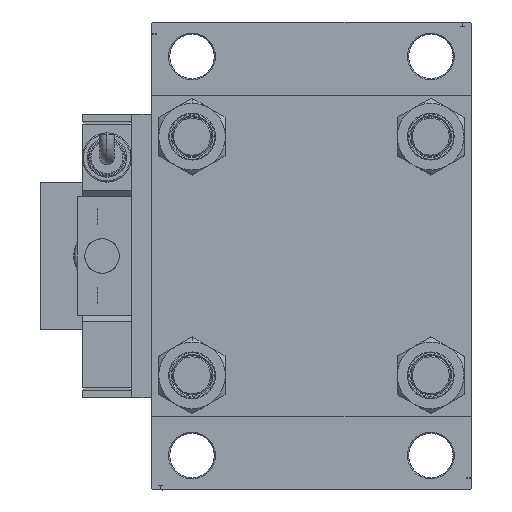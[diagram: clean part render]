
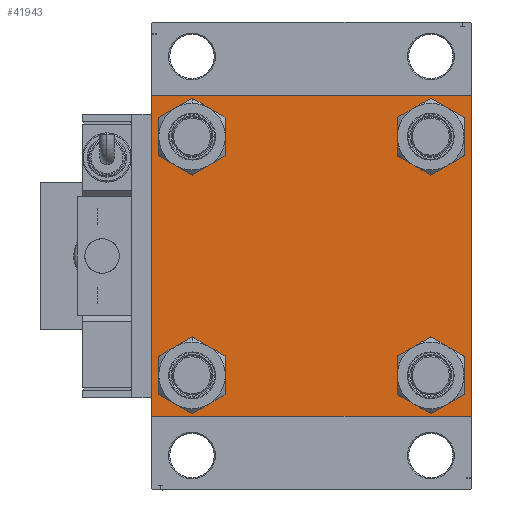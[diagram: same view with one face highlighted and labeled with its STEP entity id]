
A CAD part, left-side view. The second image highlights one B-rep face of the part: STEP entity #41943.
In plain terms, the highlighted planar face has unit normal (-1, 0, 0).
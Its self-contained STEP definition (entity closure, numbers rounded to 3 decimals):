
#317 = DIRECTION ( 'NONE',  ( 0., -1., 0. ) ) ;
#396 = ORIENTED_EDGE ( 'NONE', *, *, #18021, .T. ) ;
#646 = ORIENTED_EDGE ( 'NONE', *, *, #3846, .T. ) ;
#818 = CIRCLE ( 'NONE', #28145, 8.5 ) ;
#965 = EDGE_CURVE ( 'NONE', #11046, #13430, #47072, .T. ) ;
#1270 = CARTESIAN_POINT ( 'NONE',  ( 0., -48.45, 56.95 ) ) ;
#1450 = VERTEX_POINT ( 'NONE', #25679 ) ;
#1601 = DIRECTION ( 'NONE',  ( 0., 0., -1. ) ) ;
#2044 = CARTESIAN_POINT ( 'NONE',  ( 0., 64.75, 64.75 ) ) ;
#2192 = CARTESIAN_POINT ( 'NONE',  ( 0., 48.45, -48.45 ) ) ;
#2427 = PLANE ( 'NONE',  #19866 ) ;
#3121 = CARTESIAN_POINT ( 'NONE',  ( 0., -48.45, -48.45 ) ) ;
#3846 = EDGE_CURVE ( 'NONE', #18281, #55986, #37934, .T. ) ;
#3907 = ORIENTED_EDGE ( 'NONE', *, *, #15655, .T. ) ;
#4480 = EDGE_LOOP ( 'NONE', ( #29884, #646 ) ) ;
#4505 = AXIS2_PLACEMENT_3D ( 'NONE', #33770, #20202, #37640 ) ;
#4548 = VECTOR ( 'NONE', #10643, 1000. ) ;
#4929 = DIRECTION ( 'NONE',  ( 0., 0., 1. ) ) ;
#5346 = AXIS2_PLACEMENT_3D ( 'NONE', #2192, #6655, #28208 ) ;
#5397 = ORIENTED_EDGE ( 'NONE', *, *, #41234, .F. ) ;
#6655 = DIRECTION ( 'NONE',  ( 1., 0., 0. ) ) ;
#6656 = EDGE_CURVE ( 'NONE', #55965, #57974, #53648, .T. ) ;
#6812 = CARTESIAN_POINT ( 'NONE',  ( 0., -65., -64.5 ) ) ;
#7285 = CARTESIAN_POINT ( 'NONE',  ( 0., 48.45, 48.45 ) ) ;
#7755 = FACE_BOUND ( 'NONE', #49635, .T. ) ;
#8005 = CARTESIAN_POINT ( 'NONE',  ( 0., 65., 64.5 ) ) ;
#8114 = CARTESIAN_POINT ( 'NONE',  ( 0., 48.45, -56.95 ) ) ;
#9099 = DIRECTION ( 'NONE',  ( 0., 0., 1. ) ) ;
#9113 = CARTESIAN_POINT ( 'NONE',  ( 0., -64.5, -65. ) ) ;
#9216 = CARTESIAN_POINT ( 'NONE',  ( 0., 65., 65. ) ) ;
#10505 = DIRECTION ( 'NONE',  ( 0., 0.707, 0.707 ) ) ;
#10643 = DIRECTION ( 'NONE',  ( 0., -0.707, -0.707 ) ) ;
#11046 = VERTEX_POINT ( 'NONE', #17092 ) ;
#11848 = EDGE_CURVE ( 'NONE', #55611, #36456, #55586, .T. ) ;
#13430 = VERTEX_POINT ( 'NONE', #51538 ) ;
#13902 = LINE ( 'NONE', #19472, #4548 ) ;
#15146 = ORIENTED_EDGE ( 'NONE', *, *, #22488, .T. ) ;
#15284 = CARTESIAN_POINT ( 'NONE',  ( 0., -48.45, -39.95 ) ) ;
#15416 = ORIENTED_EDGE ( 'NONE', *, *, #55685, .T. ) ;
#15655 = EDGE_CURVE ( 'NONE', #58440, #44054, #51556, .T. ) ;
#16366 = CARTESIAN_POINT ( 'NONE',  ( 0., -48.45, -56.95 ) ) ;
#16830 = DIRECTION ( 'NONE',  ( 0., 0., 1. ) ) ;
#17092 = CARTESIAN_POINT ( 'NONE',  ( 0., 48.45, 39.95 ) ) ;
#17634 = CARTESIAN_POINT ( 'NONE',  ( 0., -48.45, -48.45 ) ) ;
#17741 = VERTEX_POINT ( 'NONE', #28701 ) ;
#17940 = CARTESIAN_POINT ( 'NONE',  ( 0., -64.5, 65. ) ) ;
#18021 = EDGE_CURVE ( 'NONE', #24779, #55611, #29208, .T. ) ;
#18281 = VERTEX_POINT ( 'NONE', #16366 ) ;
#19472 = CARTESIAN_POINT ( 'NONE',  ( 0., 64.75, -64.75 ) ) ;
#19486 = DIRECTION ( 'NONE',  ( 0., 0.707, -0.707 ) ) ;
#19653 = EDGE_CURVE ( 'NONE', #44887, #37127, #818, .T. ) ;
#19866 = AXIS2_PLACEMENT_3D ( 'NONE', #39310, #20438, #50650 ) ;
#20202 = DIRECTION ( 'NONE',  ( 1., 0., 0. ) ) ;
#20438 = DIRECTION ( 'NONE',  ( -1., 0., 0. ) ) ;
#20556 = DIRECTION ( 'NONE',  ( 0., 0., 1. ) ) ;
#20780 = CARTESIAN_POINT ( 'NONE',  ( 0., -65., 65. ) ) ;
#20820 = CARTESIAN_POINT ( 'NONE',  ( 0., 48.45, -39.95 ) ) ;
#21301 = FACE_BOUND ( 'NONE', #4480, .T. ) ;
#21875 = VECTOR ( 'NONE', #27886, 1000. ) ;
#22290 = CARTESIAN_POINT ( 'NONE',  ( 0., -48.45, 39.95 ) ) ;
#22488 = EDGE_CURVE ( 'NONE', #1450, #31699, #50331, .T. ) ;
#22743 = DIRECTION ( 'NONE',  ( 0., 0., 1. ) ) ;
#23013 = VECTOR ( 'NONE', #44785, 1000. ) ;
#23801 = FACE_BOUND ( 'NONE', #44455, .T. ) ;
#23997 = DIRECTION ( 'NONE',  ( 0., 0., -1. ) ) ;
#24270 = AXIS2_PLACEMENT_3D ( 'NONE', #17634, #50084, #4929 ) ;
#24779 = VERTEX_POINT ( 'NONE', #53767 ) ;
#25679 = CARTESIAN_POINT ( 'NONE',  ( 0., -65., 64.5 ) ) ;
#25733 = FACE_OUTER_BOUND ( 'NONE', #47717, .T. ) ;
#25830 = ORIENTED_EDGE ( 'NONE', *, *, #6656, .T. ) ;
#25850 = DIRECTION ( 'NONE',  ( 0., 0., 1. ) ) ;
#25871 = ORIENTED_EDGE ( 'NONE', *, *, #55716, .T. ) ;
#26059 = ORIENTED_EDGE ( 'NONE', *, *, #11848, .T. ) ;
#26786 = CARTESIAN_POINT ( 'NONE',  ( 0., -64.75, -64.75 ) ) ;
#27886 = DIRECTION ( 'NONE',  ( 0., -1., 0. ) ) ;
#28145 = AXIS2_PLACEMENT_3D ( 'NONE', #32799, #56985, #16830 ) ;
#28208 = DIRECTION ( 'NONE',  ( 0., 0., 1. ) ) ;
#28343 = VECTOR ( 'NONE', #317, 1000. ) ;
#28701 = CARTESIAN_POINT ( 'NONE',  ( 0., 64.5, -65. ) ) ;
#29208 = LINE ( 'NONE', #2044, #33771 ) ;
#29884 = ORIENTED_EDGE ( 'NONE', *, *, #53676, .T. ) ;
#29987 = AXIS2_PLACEMENT_3D ( 'NONE', #31308, #55199, #22743 ) ;
#30882 = CIRCLE ( 'NONE', #4505, 8.5 ) ;
#31308 = CARTESIAN_POINT ( 'NONE',  ( 0., -48.45, 48.45 ) ) ;
#31359 = AXIS2_PLACEMENT_3D ( 'NONE', #3121, #48296, #25850 ) ;
#31699 = VERTEX_POINT ( 'NONE', #17940 ) ;
#31741 = CARTESIAN_POINT ( 'NONE',  ( 0., -64.75, 64.75 ) ) ;
#31852 = VECTOR ( 'NONE', #1601, 1000. ) ;
#32601 = LINE ( 'NONE', #50607, #21875 ) ;
#32799 = CARTESIAN_POINT ( 'NONE',  ( 0., -48.45, 48.45 ) ) ;
#33770 = CARTESIAN_POINT ( 'NONE',  ( 0., 48.45, -48.45 ) ) ;
#33771 = VECTOR ( 'NONE', #19486, 1000. ) ;
#35349 = VECTOR ( 'NONE', #23997, 1000. ) ;
#35657 = AXIS2_PLACEMENT_3D ( 'NONE', #7285, #55713, #20556 ) ;
#36456 = VERTEX_POINT ( 'NONE', #37996 ) ;
#36526 = DIRECTION ( 'NONE',  ( 1., 0., 0. ) ) ;
#37127 = VERTEX_POINT ( 'NONE', #1270 ) ;
#37414 = CIRCLE ( 'NONE', #29987, 8.5 ) ;
#37640 = DIRECTION ( 'NONE',  ( 0., 0., 1. ) ) ;
#37839 = ORIENTED_EDGE ( 'NONE', *, *, #965, .T. ) ;
#37934 = CIRCLE ( 'NONE', #31359, 8.5 ) ;
#37996 = CARTESIAN_POINT ( 'NONE',  ( 0., 65., -64.5 ) ) ;
#38794 = LINE ( 'NONE', #20780, #31852 ) ;
#39296 = CIRCLE ( 'NONE', #35657, 8.5 ) ;
#39310 = CARTESIAN_POINT ( 'NONE',  ( 0., 0., 0. ) ) ;
#40172 = ORIENTED_EDGE ( 'NONE', *, *, #44902, .T. ) ;
#40378 = EDGE_LOOP ( 'NONE', ( #53219, #3907 ) ) ;
#40769 = LINE ( 'NONE', #9216, #28343 ) ;
#41234 = EDGE_CURVE ( 'NONE', #24779, #31699, #40769, .T. ) ;
#41943 = ADVANCED_FACE ( 'NONE', ( #23801, #21301, #56760, #7755, #25733 ), #2427, .T. ) ;
#44054 = VERTEX_POINT ( 'NONE', #20820 ) ;
#44342 = ORIENTED_EDGE ( 'NONE', *, *, #19653, .T. ) ;
#44455 = EDGE_LOOP ( 'NONE', ( #15416, #44342 ) ) ;
#44785 = DIRECTION ( 'NONE',  ( 0., -0.707, 0.707 ) ) ;
#44887 = VERTEX_POINT ( 'NONE', #22290 ) ;
#44902 = EDGE_CURVE ( 'NONE', #17741, #55965, #32601, .T. ) ;
#45126 = VECTOR ( 'NONE', #10505, 1000. ) ;
#45929 = CIRCLE ( 'NONE', #24270, 8.5 ) ;
#47072 = CIRCLE ( 'NONE', #54639, 8.5 ) ;
#47717 = EDGE_LOOP ( 'NONE', ( #26059, #25871, #40172, #25830, #52205, #15146, #5397, #396 ) ) ;
#48296 = DIRECTION ( 'NONE',  ( 1., 0., 0. ) ) ;
#49635 = EDGE_LOOP ( 'NONE', ( #57669, #37839 ) ) ;
#50084 = DIRECTION ( 'NONE',  ( 1., 0., 0. ) ) ;
#50331 = LINE ( 'NONE', #31741, #45126 ) ;
#50607 = CARTESIAN_POINT ( 'NONE',  ( 0., 65., -65. ) ) ;
#50650 = DIRECTION ( 'NONE',  ( 0., 0., 1. ) ) ;
#50674 = CARTESIAN_POINT ( 'NONE',  ( 0., 48.45, 48.45 ) ) ;
#51538 = CARTESIAN_POINT ( 'NONE',  ( 0., 48.45, 56.95 ) ) ;
#51556 = CIRCLE ( 'NONE', #5346, 8.5 ) ;
#52205 = ORIENTED_EDGE ( 'NONE', *, *, #57382, .F. ) ;
#53219 = ORIENTED_EDGE ( 'NONE', *, *, #57303, .T. ) ;
#53648 = LINE ( 'NONE', #26786, #23013 ) ;
#53676 = EDGE_CURVE ( 'NONE', #55986, #18281, #45929, .T. ) ;
#53767 = CARTESIAN_POINT ( 'NONE',  ( 0., 64.5, 65. ) ) ;
#54639 = AXIS2_PLACEMENT_3D ( 'NONE', #50674, #36526, #9099 ) ;
#54721 = CARTESIAN_POINT ( 'NONE',  ( 0., 65., 65. ) ) ;
#55199 = DIRECTION ( 'NONE',  ( 1., 0., 0. ) ) ;
#55586 = LINE ( 'NONE', #54721, #35349 ) ;
#55611 = VERTEX_POINT ( 'NONE', #8005 ) ;
#55685 = EDGE_CURVE ( 'NONE', #37127, #44887, #37414, .T. ) ;
#55713 = DIRECTION ( 'NONE',  ( 1., 0., 0. ) ) ;
#55716 = EDGE_CURVE ( 'NONE', #36456, #17741, #13902, .T. ) ;
#55965 = VERTEX_POINT ( 'NONE', #9113 ) ;
#55986 = VERTEX_POINT ( 'NONE', #15284 ) ;
#56039 = EDGE_CURVE ( 'NONE', #13430, #11046, #39296, .T. ) ;
#56760 = FACE_BOUND ( 'NONE', #40378, .T. ) ;
#56985 = DIRECTION ( 'NONE',  ( 1., 0., 0. ) ) ;
#57303 = EDGE_CURVE ( 'NONE', #44054, #58440, #30882, .T. ) ;
#57382 = EDGE_CURVE ( 'NONE', #1450, #57974, #38794, .T. ) ;
#57669 = ORIENTED_EDGE ( 'NONE', *, *, #56039, .T. ) ;
#57974 = VERTEX_POINT ( 'NONE', #6812 ) ;
#58440 = VERTEX_POINT ( 'NONE', #8114 ) ;
